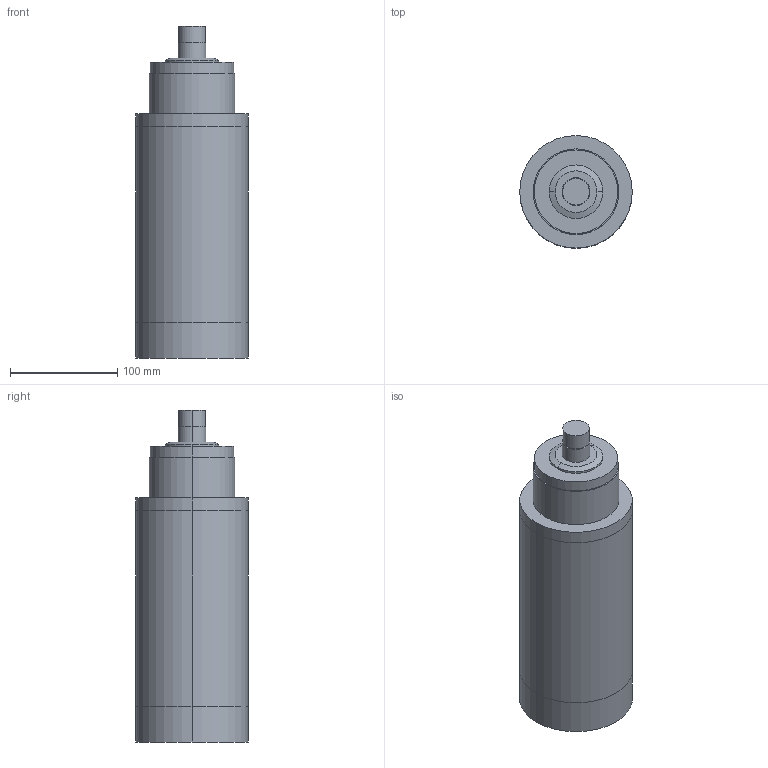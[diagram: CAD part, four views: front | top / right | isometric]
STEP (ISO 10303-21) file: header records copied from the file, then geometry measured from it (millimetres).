
FILE_DESCRIPTION (( 'STEP AP203' ), '1' );
FILE_NAME ('GDK105-21Z-3.5軞蚾.STEP', '2023-02-20T09:11:40', ( '' ), ( '' ), 'SwSTEP 2.0', 'SolidWorks 2019', '' );
FILE_SCHEMA (( 'CONFIG_CONTROL_DESIGN' ));
Length unit declared in the file: millimetre
Products named in the file (1): GDK105-21Z-3.5軞蚾
Bounding box: 105 x 105 x 310 mm (x, y, z)
Volume: 2235259.3 mm3; surface area: 161654.4 mm2
Topology: 5 solids, 5 shells, 37 faces, 64 edges, 42 vertices
Faces by surface type: cylinder 20, plane 15, cone 2
Entity records: 973 total; most frequent: DIRECTION 182, CARTESIAN_POINT 144, ORIENTED_EDGE 128, AXIS2_PLACEMENT_3D 80, EDGE_CURVE 64, CIRCLE 42, EDGE_LOOP 42, VERTEX_POINT 42
